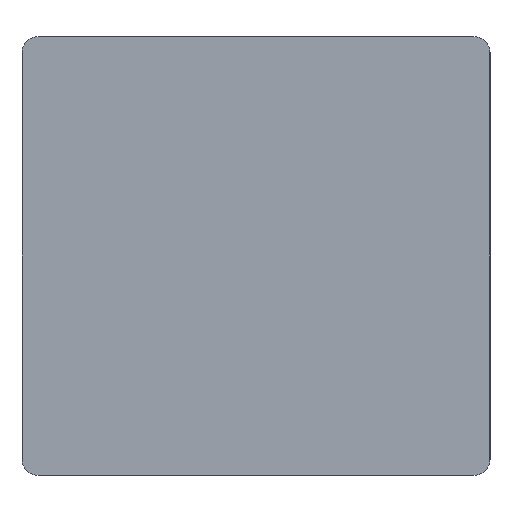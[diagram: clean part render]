
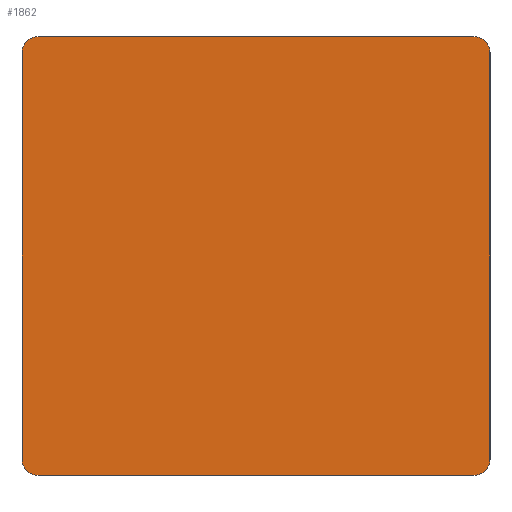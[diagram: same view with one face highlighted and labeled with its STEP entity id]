
A CAD part, left-side view. The second image highlights one B-rep face of the part: STEP entity #1862.
In plain terms, the highlighted planar face has unit normal (-1, 0, 0).
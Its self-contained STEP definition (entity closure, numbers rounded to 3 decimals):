
#44 = PLANE('',#45);
#45 = AXIS2_PLACEMENT_3D('',#46,#47,#48);
#46 = CARTESIAN_POINT('',(13.4,-4.67,0.));
#47 = DIRECTION('',(0.,0.,1.));
#48 = DIRECTION('',(1.,0.,0.));
#73 = CYLINDRICAL_SURFACE('',#74,0.5);
#74 = AXIS2_PLACEMENT_3D('',#75,#76,#77);
#75 = CARTESIAN_POINT('',(-1.3,-11.37,0.5));
#76 = DIRECTION('',(1.,0.,0.));
#77 = DIRECTION('',(0.,0.,-1.));
#101 = PLANE('',#102);
#102 = AXIS2_PLACEMENT_3D('',#103,#104,#105);
#103 = CARTESIAN_POINT('',(-1.3,-11.87,0.));
#104 = DIRECTION('',(0.,1.,0.));
#105 = DIRECTION('',(1.,0.,0.));
#134 = CYLINDRICAL_SURFACE('',#135,0.5);
#135 = AXIS2_PLACEMENT_3D('',#136,#137,#138);
#136 = CARTESIAN_POINT('',(-1.3,-11.37,13.));
#137 = DIRECTION('',(1.,0.,0.));
#138 = DIRECTION('',(0.,0.,1.));
#162 = PLANE('',#163);
#163 = AXIS2_PLACEMENT_3D('',#164,#165,#166);
#164 = CARTESIAN_POINT('',(13.4,-4.67,13.5));
#165 = DIRECTION('',(0.,0.,1.));
#166 = DIRECTION('',(1.,0.,0.));
#195 = CYLINDRICAL_SURFACE('',#196,0.5);
#196 = AXIS2_PLACEMENT_3D('',#197,#198,#199);
#197 = CARTESIAN_POINT('',(28.1,2.03,13.));
#198 = DIRECTION('',(-1.,0.,0.));
#199 = DIRECTION('',(0.,1.,0.));
#223 = PLANE('',#224);
#224 = AXIS2_PLACEMENT_3D('',#225,#226,#227);
#225 = CARTESIAN_POINT('',(28.1,2.53,0.));
#226 = DIRECTION('',(0.,-1.,0.));
#227 = DIRECTION('',(-1.,0.,0.));
#250 = CYLINDRICAL_SURFACE('',#251,0.5);
#251 = AXIS2_PLACEMENT_3D('',#252,#253,#254);
#252 = CARTESIAN_POINT('',(28.1,2.03,0.5));
#253 = DIRECTION('',(-1.,0.,0.));
#254 = DIRECTION('',(0.,1.,0.));
#267 = VERTEX_POINT('',#268);
#268 = CARTESIAN_POINT('',(-1.3,2.03,0.));
#289 = EDGE_CURVE('',#267,#290,#292,.T.);
#290 = VERTEX_POINT('',#291);
#291 = CARTESIAN_POINT('',(-1.3,-11.37,0.));
#292 = SURFACE_CURVE('',#293,(#297,#304),.PCURVE_S1.);
#293 = LINE('',#294,#295);
#294 = CARTESIAN_POINT('',(-1.3,2.53,0.));
#295 = VECTOR('',#296,1.);
#296 = DIRECTION('',(0.,-1.,0.));
#297 = PCURVE('',#44,#298);
#298 = DEFINITIONAL_REPRESENTATION('',(#299),#303);
#299 = LINE('',#300,#301);
#300 = CARTESIAN_POINT('',(-14.7,7.2));
#301 = VECTOR('',#302,1.);
#302 = DIRECTION('',(0.,-1.));
#303 = ( GEOMETRIC_REPRESENTATION_CONTEXT(2)
PARAMETRIC_REPRESENTATION_CONTEXT() REPRESENTATION_CONTEXT('2D SPACE',''
) );
#304 = PCURVE('',#305,#310);
#305 = PLANE('',#306);
#306 = AXIS2_PLACEMENT_3D('',#307,#308,#309);
#307 = CARTESIAN_POINT('',(-1.3,2.53,0.));
#308 = DIRECTION('',(1.,0.,0.));
#309 = DIRECTION('',(0.,-1.,0.));
#310 = DEFINITIONAL_REPRESENTATION('',(#311),#315);
#311 = LINE('',#312,#313);
#312 = CARTESIAN_POINT('',(0.,0.));
#313 = VECTOR('',#314,1.);
#314 = DIRECTION('',(1.,0.));
#315 = ( GEOMETRIC_REPRESENTATION_CONTEXT(2)
PARAMETRIC_REPRESENTATION_CONTEXT() REPRESENTATION_CONTEXT('2D SPACE',''
) );
#341 = EDGE_CURVE('',#290,#342,#344,.T.);
#342 = VERTEX_POINT('',#343);
#343 = CARTESIAN_POINT('',(-1.3,-11.87,0.5));
#344 = SURFACE_CURVE('',#345,(#350,#357),.PCURVE_S1.);
#345 = CIRCLE('',#346,0.5);
#346 = AXIS2_PLACEMENT_3D('',#347,#348,#349);
#347 = CARTESIAN_POINT('',(-1.3,-11.37,0.5));
#348 = DIRECTION('',(-1.,0.,0.));
#349 = DIRECTION('',(0.,0.,1.));
#350 = PCURVE('',#73,#351);
#351 = DEFINITIONAL_REPRESENTATION('',(#352),#356);
#352 = LINE('',#353,#354);
#353 = CARTESIAN_POINT('',(3.142,-0.));
#354 = VECTOR('',#355,1.);
#355 = DIRECTION('',(-1.,0.));
#356 = ( GEOMETRIC_REPRESENTATION_CONTEXT(2)
PARAMETRIC_REPRESENTATION_CONTEXT() REPRESENTATION_CONTEXT('2D SPACE',''
) );
#357 = PCURVE('',#305,#358);
#358 = DEFINITIONAL_REPRESENTATION('',(#359),#367);
#359 = ( BOUNDED_CURVE() B_SPLINE_CURVE(2,(#360,#361,#362,#363,#364,#365
,#366),.UNSPECIFIED.,.T.,.F.) B_SPLINE_CURVE_WITH_KNOTS((1,2,2,2,2,1),(
-2.094,0.,2.094,4.189,6.283,
8.378),.UNSPECIFIED.) CURVE() GEOMETRIC_REPRESENTATION_ITEM()
RATIONAL_B_SPLINE_CURVE((1.,0.5,1.,0.5,1.,0.5,1.)) REPRESENTATION_ITEM(
'') );
#360 = CARTESIAN_POINT('',(13.9,-1.));
#361 = CARTESIAN_POINT('',(13.034,-1.));
#362 = CARTESIAN_POINT('',(13.467,-0.25));
#363 = CARTESIAN_POINT('',(13.9,0.5));
#364 = CARTESIAN_POINT('',(14.333,-0.25));
#365 = CARTESIAN_POINT('',(14.766,-1.));
#366 = CARTESIAN_POINT('',(13.9,-1.));
#367 = ( GEOMETRIC_REPRESENTATION_CONTEXT(2)
PARAMETRIC_REPRESENTATION_CONTEXT() REPRESENTATION_CONTEXT('2D SPACE',''
) );
#397 = EDGE_CURVE('',#398,#267,#400,.T.);
#398 = VERTEX_POINT('',#399);
#399 = CARTESIAN_POINT('',(-1.3,2.53,0.5));
#400 = SURFACE_CURVE('',#401,(#406,#413),.PCURVE_S1.);
#401 = CIRCLE('',#402,0.5);
#402 = AXIS2_PLACEMENT_3D('',#403,#404,#405);
#403 = CARTESIAN_POINT('',(-1.3,2.03,0.5));
#404 = DIRECTION('',(-1.,0.,0.));
#405 = DIRECTION('',(0.,0.,-1.));
#406 = PCURVE('',#250,#407);
#407 = DEFINITIONAL_REPRESENTATION('',(#408),#412);
#408 = LINE('',#409,#410);
#409 = CARTESIAN_POINT('',(-4.712,29.4));
#410 = VECTOR('',#411,1.);
#411 = DIRECTION('',(1.,0.));
#412 = ( GEOMETRIC_REPRESENTATION_CONTEXT(2)
PARAMETRIC_REPRESENTATION_CONTEXT() REPRESENTATION_CONTEXT('2D SPACE',''
) );
#413 = PCURVE('',#305,#414);
#414 = DEFINITIONAL_REPRESENTATION('',(#415),#423);
#415 = ( BOUNDED_CURVE() B_SPLINE_CURVE(2,(#416,#417,#418,#419,#420,#421
,#422),.UNSPECIFIED.,.T.,.F.) B_SPLINE_CURVE_WITH_KNOTS((1,2,2,2,2,1),(
-2.094,0.,2.094,4.189,6.283,
8.378),.UNSPECIFIED.) CURVE() GEOMETRIC_REPRESENTATION_ITEM()
RATIONAL_B_SPLINE_CURVE((1.,0.5,1.,0.5,1.,0.5,1.)) REPRESENTATION_ITEM(
'') );
#416 = CARTESIAN_POINT('',(0.5,0.));
#417 = CARTESIAN_POINT('',(1.366,0.));
#418 = CARTESIAN_POINT('',(0.933,-0.75));
#419 = CARTESIAN_POINT('',(0.5,-1.5));
#420 = CARTESIAN_POINT('',(0.067,-0.75));
#421 = CARTESIAN_POINT('',(-0.366,0.));
#422 = CARTESIAN_POINT('',(0.5,0.));
#423 = ( GEOMETRIC_REPRESENTATION_CONTEXT(2)
PARAMETRIC_REPRESENTATION_CONTEXT() REPRESENTATION_CONTEXT('2D SPACE',''
) );
#449 = EDGE_CURVE('',#342,#450,#452,.T.);
#450 = VERTEX_POINT('',#451);
#451 = CARTESIAN_POINT('',(-1.3,-11.87,13.));
#452 = SURFACE_CURVE('',#453,(#457,#464),.PCURVE_S1.);
#453 = LINE('',#454,#455);
#454 = CARTESIAN_POINT('',(-1.3,-11.87,0.));
#455 = VECTOR('',#456,1.);
#456 = DIRECTION('',(0.,0.,1.));
#457 = PCURVE('',#101,#458);
#458 = DEFINITIONAL_REPRESENTATION('',(#459),#463);
#459 = LINE('',#460,#461);
#460 = CARTESIAN_POINT('',(0.,0.));
#461 = VECTOR('',#462,1.);
#462 = DIRECTION('',(0.,-1.));
#463 = ( GEOMETRIC_REPRESENTATION_CONTEXT(2)
PARAMETRIC_REPRESENTATION_CONTEXT() REPRESENTATION_CONTEXT('2D SPACE',''
) );
#464 = PCURVE('',#305,#465);
#465 = DEFINITIONAL_REPRESENTATION('',(#466),#470);
#466 = LINE('',#467,#468);
#467 = CARTESIAN_POINT('',(14.4,0.));
#468 = VECTOR('',#469,1.);
#469 = DIRECTION('',(0.,-1.));
#470 = ( GEOMETRIC_REPRESENTATION_CONTEXT(2)
PARAMETRIC_REPRESENTATION_CONTEXT() REPRESENTATION_CONTEXT('2D SPACE',''
) );
#1692 = VERTEX_POINT('',#1693);
#1693 = CARTESIAN_POINT('',(-1.3,2.53,13.));
#1714 = EDGE_CURVE('',#398,#1692,#1715,.T.);
#1715 = SURFACE_CURVE('',#1716,(#1720,#1727),.PCURVE_S1.);
#1716 = LINE('',#1717,#1718);
#1717 = CARTESIAN_POINT('',(-1.3,2.53,0.));
#1718 = VECTOR('',#1719,1.);
#1719 = DIRECTION('',(0.,0.,1.));
#1720 = PCURVE('',#223,#1721);
#1721 = DEFINITIONAL_REPRESENTATION('',(#1722),#1726);
#1722 = LINE('',#1723,#1724);
#1723 = CARTESIAN_POINT('',(29.4,0.));
#1724 = VECTOR('',#1725,1.);
#1725 = DIRECTION('',(0.,-1.));
#1726 = ( GEOMETRIC_REPRESENTATION_CONTEXT(2)
PARAMETRIC_REPRESENTATION_CONTEXT() REPRESENTATION_CONTEXT('2D SPACE',''
) );
#1727 = PCURVE('',#305,#1728);
#1728 = DEFINITIONAL_REPRESENTATION('',(#1729),#1733);
#1729 = LINE('',#1730,#1731);
#1730 = CARTESIAN_POINT('',(0.,0.));
#1731 = VECTOR('',#1732,1.);
#1732 = DIRECTION('',(0.,-1.));
#1733 = ( GEOMETRIC_REPRESENTATION_CONTEXT(2)
PARAMETRIC_REPRESENTATION_CONTEXT() REPRESENTATION_CONTEXT('2D SPACE',''
) );
#1739 = EDGE_CURVE('',#1740,#450,#1742,.T.);
#1740 = VERTEX_POINT('',#1741);
#1741 = CARTESIAN_POINT('',(-1.3,-11.37,13.5));
#1742 = SURFACE_CURVE('',#1743,(#1748,#1755),.PCURVE_S1.);
#1743 = CIRCLE('',#1744,0.5);
#1744 = AXIS2_PLACEMENT_3D('',#1745,#1746,#1747);
#1745 = CARTESIAN_POINT('',(-1.3,-11.37,13.));
#1746 = DIRECTION('',(1.,0.,-0.));
#1747 = DIRECTION('',(0.,0.,1.));
#1748 = PCURVE('',#134,#1749);
#1749 = DEFINITIONAL_REPRESENTATION('',(#1750),#1754);
#1750 = LINE('',#1751,#1752);
#1751 = CARTESIAN_POINT('',(0.,0.));
#1752 = VECTOR('',#1753,1.);
#1753 = DIRECTION('',(1.,0.));
#1754 = ( GEOMETRIC_REPRESENTATION_CONTEXT(2)
PARAMETRIC_REPRESENTATION_CONTEXT() REPRESENTATION_CONTEXT('2D SPACE',''
) );
#1755 = PCURVE('',#305,#1756);
#1756 = DEFINITIONAL_REPRESENTATION('',(#1757),#1761);
#1757 = CIRCLE('',#1758,0.5);
#1758 = AXIS2_PLACEMENT_2D('',#1759,#1760);
#1759 = CARTESIAN_POINT('',(13.9,-13.));
#1760 = DIRECTION('',(0.,-1.));
#1761 = ( GEOMETRIC_REPRESENTATION_CONTEXT(2)
PARAMETRIC_REPRESENTATION_CONTEXT() REPRESENTATION_CONTEXT('2D SPACE',''
) );
#1791 = VERTEX_POINT('',#1792);
#1792 = CARTESIAN_POINT('',(-1.3,2.03,13.5));
#1813 = EDGE_CURVE('',#1692,#1791,#1814,.T.);
#1814 = SURFACE_CURVE('',#1815,(#1820,#1827),.PCURVE_S1.);
#1815 = CIRCLE('',#1816,0.5);
#1816 = AXIS2_PLACEMENT_3D('',#1817,#1818,#1819);
#1817 = CARTESIAN_POINT('',(-1.3,2.03,13.));
#1818 = DIRECTION('',(1.,-0.,0.));
#1819 = DIRECTION('',(0.,0.,-1.));
#1820 = PCURVE('',#195,#1821);
#1821 = DEFINITIONAL_REPRESENTATION('',(#1822),#1826);
#1822 = LINE('',#1823,#1824);
#1823 = CARTESIAN_POINT('',(1.571,29.4));
#1824 = VECTOR('',#1825,1.);
#1825 = DIRECTION('',(-1.,0.));
#1826 = ( GEOMETRIC_REPRESENTATION_CONTEXT(2)
PARAMETRIC_REPRESENTATION_CONTEXT() REPRESENTATION_CONTEXT('2D SPACE',''
) );
#1827 = PCURVE('',#305,#1828);
#1828 = DEFINITIONAL_REPRESENTATION('',(#1829),#1833);
#1829 = CIRCLE('',#1830,0.5);
#1830 = AXIS2_PLACEMENT_2D('',#1831,#1832);
#1831 = CARTESIAN_POINT('',(0.5,-13.));
#1832 = DIRECTION('',(0.,1.));
#1833 = ( GEOMETRIC_REPRESENTATION_CONTEXT(2)
PARAMETRIC_REPRESENTATION_CONTEXT() REPRESENTATION_CONTEXT('2D SPACE',''
) );
#1841 = EDGE_CURVE('',#1791,#1740,#1842,.T.);
#1842 = SURFACE_CURVE('',#1843,(#1847,#1854),.PCURVE_S1.);
#1843 = LINE('',#1844,#1845);
#1844 = CARTESIAN_POINT('',(-1.3,2.53,13.5));
#1845 = VECTOR('',#1846,1.);
#1846 = DIRECTION('',(0.,-1.,0.));
#1847 = PCURVE('',#162,#1848);
#1848 = DEFINITIONAL_REPRESENTATION('',(#1849),#1853);
#1849 = LINE('',#1850,#1851);
#1850 = CARTESIAN_POINT('',(-14.7,7.2));
#1851 = VECTOR('',#1852,1.);
#1852 = DIRECTION('',(0.,-1.));
#1853 = ( GEOMETRIC_REPRESENTATION_CONTEXT(2)
PARAMETRIC_REPRESENTATION_CONTEXT() REPRESENTATION_CONTEXT('2D SPACE',''
) );
#1854 = PCURVE('',#305,#1855);
#1855 = DEFINITIONAL_REPRESENTATION('',(#1856),#1860);
#1856 = LINE('',#1857,#1858);
#1857 = CARTESIAN_POINT('',(0.,-13.5));
#1858 = VECTOR('',#1859,1.);
#1859 = DIRECTION('',(1.,0.));
#1860 = ( GEOMETRIC_REPRESENTATION_CONTEXT(2)
PARAMETRIC_REPRESENTATION_CONTEXT() REPRESENTATION_CONTEXT('2D SPACE',''
) );
#1862 = ADVANCED_FACE('',(#1863),#305,.F.);
#1863 = FACE_BOUND('',#1864,.F.);
#1864 = EDGE_LOOP('',(#1865,#1866,#1867,#1868,#1869,#1870,#1871,#1872));
#1865 = ORIENTED_EDGE('',*,*,#289,.F.);
#1866 = ORIENTED_EDGE('',*,*,#397,.F.);
#1867 = ORIENTED_EDGE('',*,*,#1714,.T.);
#1868 = ORIENTED_EDGE('',*,*,#1813,.T.);
#1869 = ORIENTED_EDGE('',*,*,#1841,.T.);
#1870 = ORIENTED_EDGE('',*,*,#1739,.T.);
#1871 = ORIENTED_EDGE('',*,*,#449,.F.);
#1872 = ORIENTED_EDGE('',*,*,#341,.F.);
